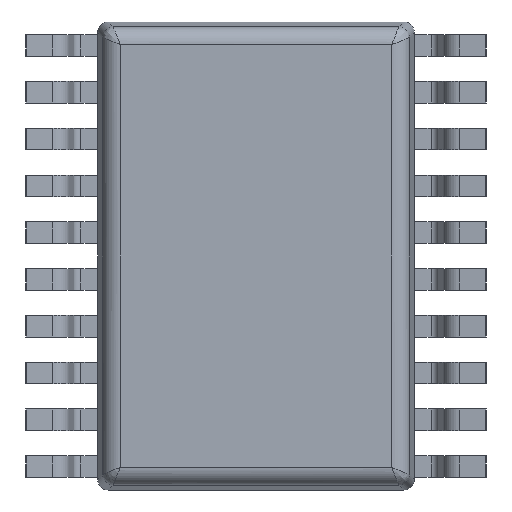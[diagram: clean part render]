
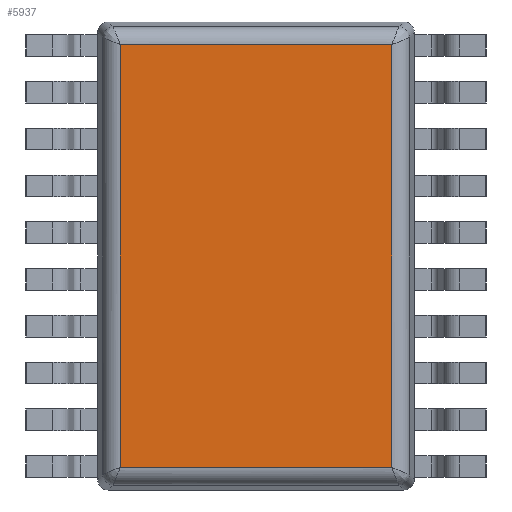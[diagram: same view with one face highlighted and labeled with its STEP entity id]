
A CAD part, front view. The second image highlights one B-rep face of the part: STEP entity #5937.
In plain terms, the highlighted planar face has unit normal (0, -1, 0).
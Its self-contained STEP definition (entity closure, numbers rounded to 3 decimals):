
#92 = EDGE_CURVE ( 'NONE', #3471, #9821, #5804, .T. ) ;
#135 = PLANE ( 'NONE',  #788 ) ;
#359 = EDGE_CURVE ( 'NONE', #4519, #3471, #6245, .T. ) ;
#788 = AXIS2_PLACEMENT_3D ( 'NONE', #6326, #9415, #5573 ) ;
#898 = CARTESIAN_POINT ( 'NONE',  ( 0., 0.15, -2.934 ) ) ;
#907 = DIRECTION ( 'NONE',  ( 0., 0., 1. ) ) ;
#1060 = EDGE_LOOP ( 'NONE', ( #6073, #6845, #8772, #8825 ) ) ;
#2602 = VECTOR ( 'NONE', #907, 1000. ) ;
#2906 = VERTEX_POINT ( 'NONE', #4137 ) ;
#3471 = VERTEX_POINT ( 'NONE', #3472 ) ;
#3472 = CARTESIAN_POINT ( 'NONE',  ( 1.884, 0.15, 2.934 ) ) ;
#3830 = CARTESIAN_POINT ( 'NONE',  ( -1.884, 0.15, 0. ) ) ;
#3994 = DIRECTION ( 'NONE',  ( 1., 0., 0. ) ) ;
#4137 = CARTESIAN_POINT ( 'NONE',  ( -1.884, 0.15, -2.934 ) ) ;
#4398 = VECTOR ( 'NONE', #7411, 1000. ) ;
#4519 = VERTEX_POINT ( 'NONE', #8461 ) ;
#5310 = CARTESIAN_POINT ( 'NONE',  ( -1.884, 0.15, 2.934 ) ) ;
#5378 = EDGE_CURVE ( 'NONE', #9821, #2906, #5406, .T. ) ;
#5406 = LINE ( 'NONE', #3830, #7370 ) ;
#5573 = DIRECTION ( 'NONE',  ( 1., 0., 0. ) ) ;
#5647 = VECTOR ( 'NONE', #3994, 1000. ) ;
#5804 = LINE ( 'NONE', #7366, #4398 ) ;
#5937 = ADVANCED_FACE ( 'NONE', ( #7123 ), #135, .T. ) ;
#6073 = ORIENTED_EDGE ( 'NONE', *, *, #92, .T. ) ;
#6245 = LINE ( 'NONE', #7038, #2602 ) ;
#6326 = CARTESIAN_POINT ( 'NONE',  ( 0., 0.15, 0. ) ) ;
#6845 = ORIENTED_EDGE ( 'NONE', *, *, #5378, .T. ) ;
#6931 = EDGE_CURVE ( 'NONE', #2906, #4519, #7943, .T. ) ;
#7038 = CARTESIAN_POINT ( 'NONE',  ( 1.884, 0.15, 0. ) ) ;
#7123 = FACE_OUTER_BOUND ( 'NONE', #1060, .T. ) ;
#7366 = CARTESIAN_POINT ( 'NONE',  ( 0., 0.15, 2.934 ) ) ;
#7370 = VECTOR ( 'NONE', #7566, 1000. ) ;
#7411 = DIRECTION ( 'NONE',  ( -1., 0., 0. ) ) ;
#7566 = DIRECTION ( 'NONE',  ( 0., 0., -1. ) ) ;
#7943 = LINE ( 'NONE', #898, #5647 ) ;
#8461 = CARTESIAN_POINT ( 'NONE',  ( 1.884, 0.15, -2.934 ) ) ;
#8772 = ORIENTED_EDGE ( 'NONE', *, *, #6931, .T. ) ;
#8825 = ORIENTED_EDGE ( 'NONE', *, *, #359, .T. ) ;
#9415 = DIRECTION ( 'NONE',  ( 0., -1., 0. ) ) ;
#9821 = VERTEX_POINT ( 'NONE', #5310 ) ;
